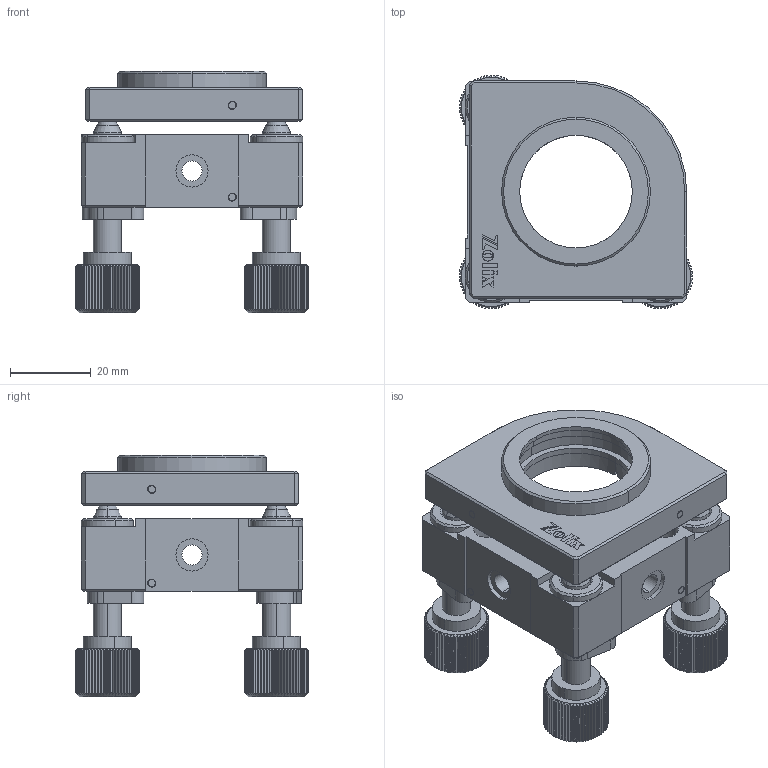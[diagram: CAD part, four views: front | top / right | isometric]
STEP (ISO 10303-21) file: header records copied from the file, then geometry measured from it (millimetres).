
FILE_DESCRIPTION (( 'STEP AP203' ), '1' );
FILE_NAME ('OMHS30-CS.STEP', '2019-03-21T01:07:25', ( '' ), ( '' ), 'SwSTEP 2.0', 'SolidWorks 2016', '' );
FILE_SCHEMA (( 'CONFIG_CONTROL_DESIGN' ));
Length unit declared in the file: millimetre
Products named in the file (1): OMHS30-CS
Bounding box: 58 x 58 x 60.05 mm (x, y, z)
Surface area: 24946 mm2 (no closed solid volume)
Topology: 0 solids, 31 shells, 1007 faces, 2793 edges, 1818 vertices
Faces by surface type: plane 492, cylinder 277, cone 232, torus 6
Entity records: 33102 total; most frequent: CARTESIAN_POINT 8305, ORIENTED_EDGE 5170, DIRECTION 4905, EDGE_CURVE 2787, AXIS2_PLACEMENT_3D 1866, VERTEX_POINT 1818, VECTOR 1173, LINE 1173
